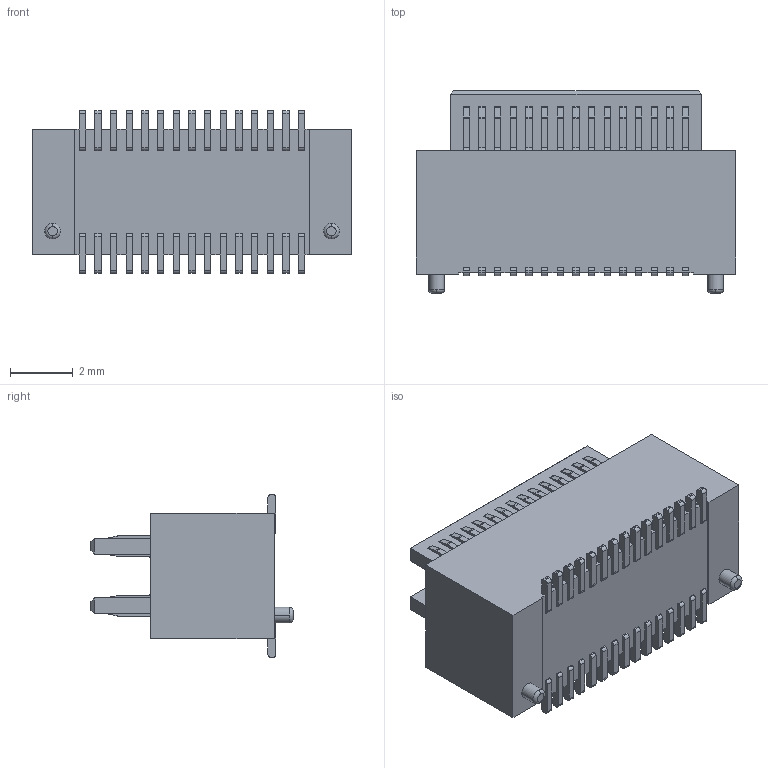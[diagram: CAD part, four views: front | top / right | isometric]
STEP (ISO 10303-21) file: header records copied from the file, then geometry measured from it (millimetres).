
FILE_DESCRIPTION(('CoCreate Modeling STEP Export'),'2;1');
FILE_NAME('BT0519H-30XXX.stp','2021-11-01T11:02:05',(''),(''),'CoCreate Modeling STEP processor for AP214 (Solid Model)','CoCreate Modeling 16.00 13-May-2008 (C) Parametric Technology GmbH','');
FILE_SCHEMA(('AUTOMOTIVE_DESIGN { 1 0 10303 214 1 1 1 1 }'));
Length unit declared in the file: millimetre
Products named in the file (3): BT0519H-30XXX; BT0519H-30
Assembly tree (2 placements, depth 2):
  BT0519H-30XXX
    BT0519H-30
    BT0519H-30XXX
Bounding box: 10.2 x 6.45 x 5.2 mm (x, y, z)
Volume: 177.4 mm3; surface area: 288.7 mm2
Topology: 1 solids, 1 shells, 728 faces, 2364 edges, 1802 vertices
Faces by surface type: plane 420, cylinder 304, torus 4
Entity records: 25077 total; most frequent: CARTESIAN_POINT 4614, ORIENTED_EDGE 4404, DIRECTION 4171, EDGE_CURVE 2202, VECTOR 1613, LINE 1613, VERTEX_POINT 1480, AXIS2_PLACEMENT_3D 1279
